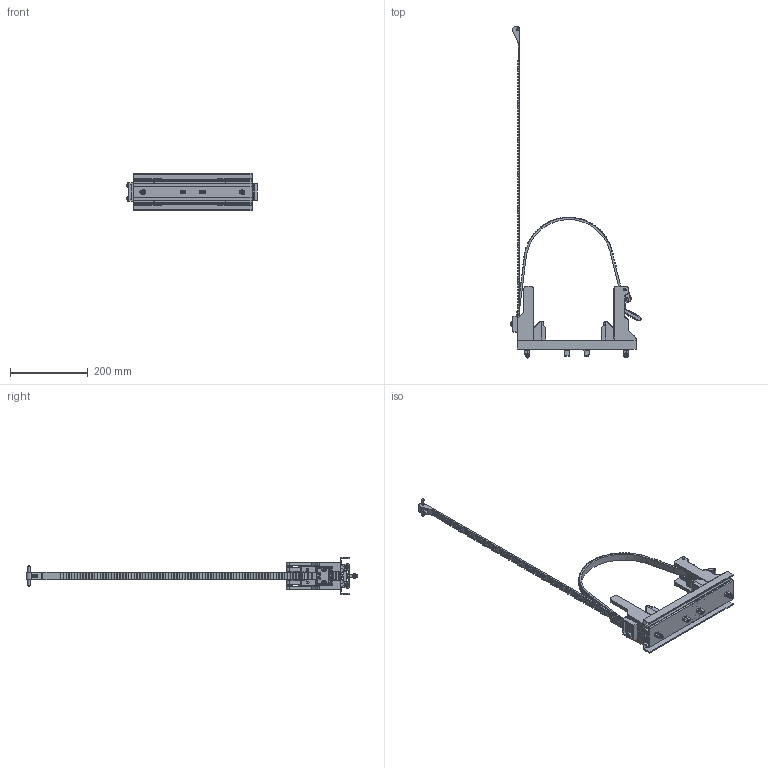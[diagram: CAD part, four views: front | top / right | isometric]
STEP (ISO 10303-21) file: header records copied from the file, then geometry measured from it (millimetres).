
FILE_DESCRIPTION (( 'STEP AP203' ), '1' );
FILE_NAME ('K5020.STEP', '2017-05-09T17:51:41', ( 'admin' ), ( 'Hewlett-Packard Company' ), 'SwSTEP 2.0', 'SolidWorks 2017', '' );
FILE_SCHEMA (( 'CONFIG_CONTROL_DESIGN' ));
Length unit declared in the file: inch
Products named in the file (20): 1020-401; K5020; 7016 Spread_step7; 1020-901; 2046; 1020-201; 2069LN_MSHXNUT 0.250-20-S-N; 1020-202; 2035n_10" apart; 1020-205-1; 2049; 1020-206; 7016; 3017_HFBOLT 0.25-20x1.25x0.75-C; 1020-204; 7003; 2023_collapsed; 1020-203; 1020-205-1 (LONG IN SHORT); 1020-207-12
Assembly tree (40 placements, depth 3):
  K5020
    1020-901
      1020-204
      1020-203
      1020-401  x2
    1020-201
    1020-202
    1020-205-1
    1020-206  x2
    3017_HFBOLT 0.25-20x1.25x0.75-C  x4
    2023_collapsed  x2
    1020-207-12
    7016 Spread_step7  x4
    2046  x4
    2035n_10" apart
      3017_HFBOLT 0.25-20x1.25x0.75-C  x2
      2069LN_MSHXNUT 0.250-20-S-N  x2
    7003
      2049  x4
      7016  x4
    1020-205-1 (LONG IN SHORT)
Bounding box: 335.08 x 853.53 x 95.25 mm (x, y, z)
Volume: 783302.8 mm3; surface area: 385498.5 mm2
Topology: 47 solids, 47 shells, 4563 faces, 11390 edges, 7022 vertices
Faces by surface type: plane 1477, cone 1216, cylinder 1045, bspline 589, torus 168, sphere 68
Entity records: 95060 total; most frequent: CARTESIAN_POINT 36807, ORIENTED_EDGE 12028, DIRECTION 10966, EDGE_CURVE 6014, AXIS2_PLACEMENT_3D 3811, VERTEX_POINT 3790, LINE 3344, VECTOR 3344
